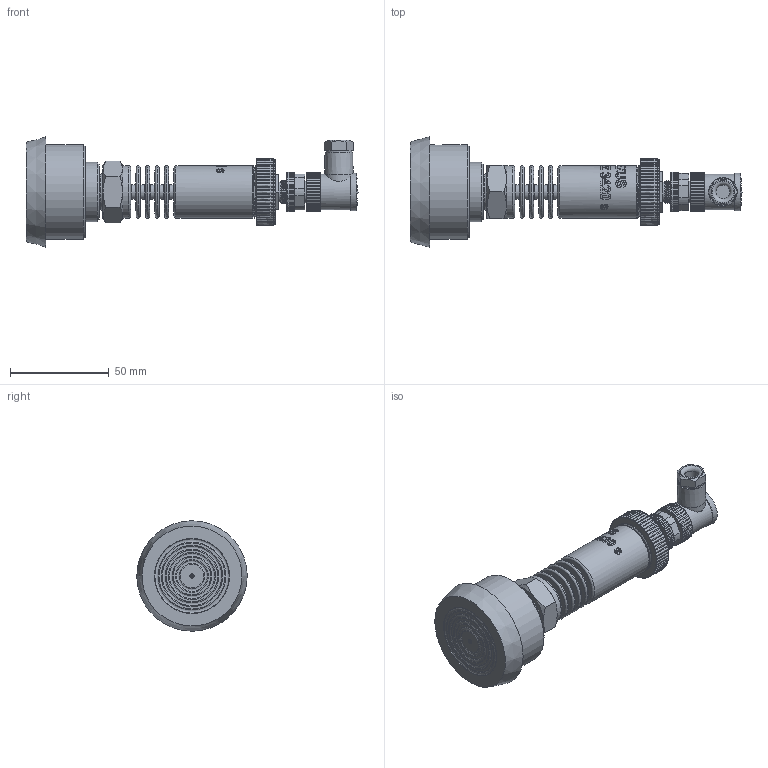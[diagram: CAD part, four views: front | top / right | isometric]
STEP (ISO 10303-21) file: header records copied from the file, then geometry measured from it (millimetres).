
FILE_DESCRIPTION(/* description */ (''),/* implementation_level */ '2;1');
FILE_NAME(/* name */ 'APZ3420s_TapperDN40_radiator_3.step',/* time_stamp */ '2021-07-08T13:54:51+03:00',/* author */ (''),/* organization */ (''),/* preprocessor_version */ 'ST-DEVELOPER v18.1',/* originating_system */ 'Autodesk Translation Framework v10.9.0.1377',/* authorisation */ '');
FILE_SCHEMA (('AUTOMOTIVE_DESIGN { 1 0 10303 214 3 1 1 }'));
Products named in the file (7): АПЗ 3420S заполненная; OMAL nut M27x1.5; M12x1 male; Ш100.000.002; M12x1 female angular; G1\2EN radiator; Tapper socket DN40 diaphragm 38 v5 (1)
Assembly tree (6 placements, depth 2):
  АПЗ 3420S заполненная
    OMAL nut M27x1.5
    M12x1 male
    Ш100.000.002
    M12x1 female angular
    G1\2EN radiator
    Tapper socket DN40 diaphragm 38 v5 (1)
Bounding box: 168.24 x 56 x 56 mm (x, y, z)
Volume: 120160.1 mm3; surface area: 40358 mm2
Topology: 18 solids, 18 shells, 1107 faces, 3048 edges, 2039 vertices
Faces by surface type: bspline 482, cylinder 357, plane 195, torus 37, cone 35, sphere 1
Full cylindrical faces by diameter (mm): 1 x12, 1.5 x4, 2 x1, 3 x1, 3.3 x1, 5 x1, 6 x3, 7 x2, 7.5 x5, 8 x1, 8.2 x1, 9.471 x2, 10.6 x2, 10.741 x6, 11.035 x4, 11.156 x1, 11.884 x5, 12.152 x4, 13 x1, 14 x1, 14.137 x4, 14.526 x3, 15.85 x3, 16.203 x3, 16.7 x1, 17.5 x1, 18 x2, 18.631 x6, 19 x1, 20.955 x7
Entity records: 67232 total; most frequent: CARTESIAN_POINT 42345, ORIENTED_EDGE 6090, DIRECTION 3632, EDGE_CURVE 3045, VERTEX_POINT 2038, AXIS2_PLACEMENT_3D 1336, B_SPLINE_CURVE_WITH_KNOTS 1307, EDGE_LOOP 1189
